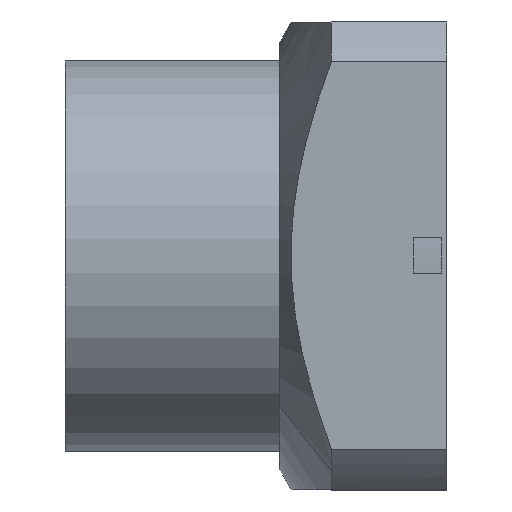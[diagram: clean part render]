
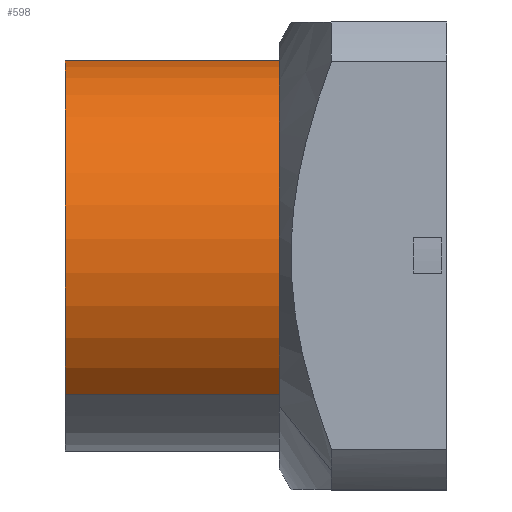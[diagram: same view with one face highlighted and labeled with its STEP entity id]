
A CAD part, top view. The second image highlights one B-rep face of the part: STEP entity #598.
In plain terms, the highlighted cylindrical face has radius 2.095 mm (diameter 4.19 mm), a partial arc.
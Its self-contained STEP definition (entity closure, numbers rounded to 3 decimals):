
#6=CARTESIAN_POINT('',(0.,0.,0.));
#7=DIRECTION('',(-1.,0.,0.));
#8=DIRECTION('',(0.,-0.707,0.707));
#9=AXIS2_PLACEMENT_3D('',#6,#7,#8);
#21=DIRECTION('',(1.,0.,0.));
#22=VECTOR('',#21,2.29);
#23=CARTESIAN_POINT('',(0.,1.481,-1.481));
#24=LINE('',#23,#22);
#25=DIRECTION('',(1.,0.,0.));
#26=VECTOR('',#25,2.29);
#27=CARTESIAN_POINT('',(0.,-1.481,1.481));
#28=LINE('',#27,#26);
#34=CARTESIAN_POINT('',(2.29,0.,0.));
#35=DIRECTION('',(1.,0.,0.));
#36=DIRECTION('',(0.,0.707,-0.707));
#37=AXIS2_PLACEMENT_3D('',#34,#35,#36);
#443=CARTESIAN_POINT('',(0.,1.481,-1.481));
#444=CARTESIAN_POINT('',(0.,-1.481,1.481));
#445=VERTEX_POINT('',#443);
#446=VERTEX_POINT('',#444);
#447=CARTESIAN_POINT('',(2.29,1.481,-1.481));
#448=VERTEX_POINT('',#447);
#449=CARTESIAN_POINT('',(2.29,-1.481,1.481));
#450=VERTEX_POINT('',#449);
#586=CARTESIAN_POINT('',(3.163,0.,0.));
#587=DIRECTION('',(-1.,0.,0.));
#588=DIRECTION('',(0.,0.707,-0.707));
#589=AXIS2_PLACEMENT_3D('',#586,#587,#588);
#590=CYLINDRICAL_SURFACE('',#589,2.095);
#591=ORIENTED_EDGE('',*,*,#560,.T.);
#592=ORIENTED_EDGE('',*,*,#581,.T.);
#594=ORIENTED_EDGE('',*,*,#593,.T.);
#595=ORIENTED_EDGE('',*,*,#577,.F.);
#596=EDGE_LOOP('',(#591,#592,#594,#595));
#597=FACE_OUTER_BOUND('',#596,.F.);
#598=ADVANCED_FACE('',(#597),#590,.T.);
#10=CIRCLE('',#9,2.095);
#38=CIRCLE('',#37,2.095);
#560=EDGE_CURVE('',#446,#445,#10,.T.);
#577=EDGE_CURVE('',#446,#450,#28,.T.);
#581=EDGE_CURVE('',#445,#448,#24,.T.);
#593=EDGE_CURVE('',#448,#450,#38,.T.);
